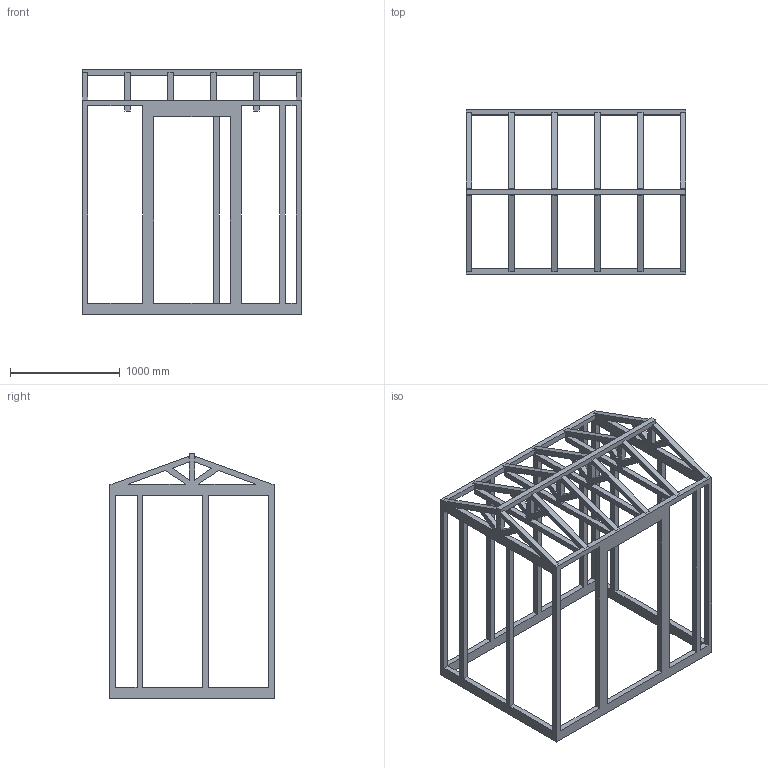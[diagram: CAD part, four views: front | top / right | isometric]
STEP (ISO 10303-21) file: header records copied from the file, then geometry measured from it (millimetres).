
FILE_DESCRIPTION(('Open CASCADE Model'),'2;1');
FILE_NAME('Open CASCADE Shape Model','2025-09-01T16:03:19',('Author'),( 'Open CASCADE'),'Open CASCADE STEP processor 7.7','Open CASCADE 7.7' ,'Unknown');
FILE_SCHEMA(('AUTOMOTIVE_DESIGN { 1 0 10303 214 1 1 1 1 }'));
Length unit declared in the file: millimetre
Products named in the file (1): Open CASCADE STEP translator 7.7 1
Bounding box: 2000 x 1500 x 2226.76 mm (x, y, z)
Volume: 183598803.5 mm3; surface area: 12978535.8 mm2
Topology: 1 solids, 1 shells, 193 faces, 657 edges, 430 vertices
Faces by surface type: plane 193
Entity records: 15380 total; most frequent: CARTESIAN_POINT 2907, DIRECTION 2047, LINE 1659, VECTOR 1659, ORIENTED_EDGE 1326, PCURVE 1314, DEFINITIONAL_REPRESENTATION 1314, EDGE_CURVE 657
